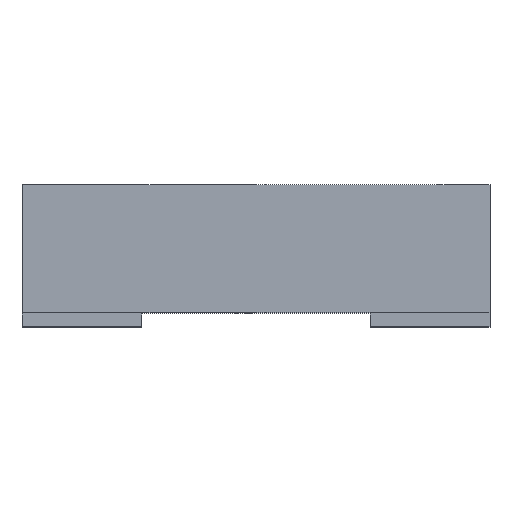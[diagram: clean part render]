
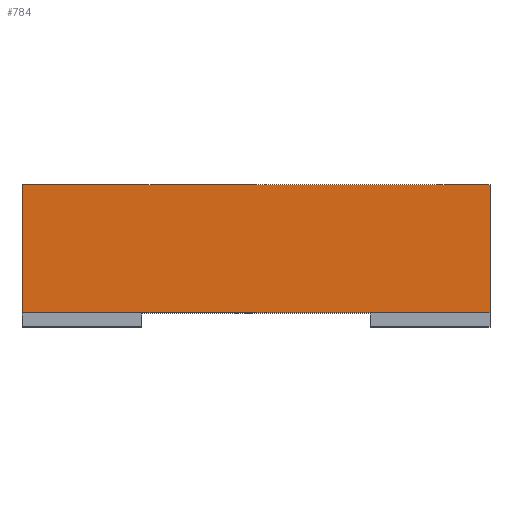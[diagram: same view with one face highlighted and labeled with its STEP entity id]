
A CAD part, top view. The second image highlights one B-rep face of the part: STEP entity #784.
In plain terms, the highlighted planar face has unit normal (0, 0, 1).
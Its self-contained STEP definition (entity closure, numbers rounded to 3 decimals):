
#31 = EDGE_CURVE ( 'NONE', #83, #250, #644, .T. ) ;
#33 = EDGE_CURVE ( 'NONE', #671, #351, #772, .T. ) ;
#42 = DIRECTION ( 'NONE',  ( 1., 0., 0. ) ) ;
#53 = ORIENTED_EDGE ( 'NONE', *, *, #705, .T. ) ;
#59 = DIRECTION ( 'NONE',  ( -1., 0., 0. ) ) ;
#83 = VERTEX_POINT ( 'NONE', #623 ) ;
#101 = LINE ( 'NONE', #236, #718 ) ;
#195 = CARTESIAN_POINT ( 'NONE',  ( 0.84, 2.898, 0.42 ) ) ;
#202 = DIRECTION ( 'NONE',  ( 0., -1., 0. ) ) ;
#236 = CARTESIAN_POINT ( 'NONE',  ( -0.84, 0.51, 0.42 ) ) ;
#241 = VECTOR ( 'NONE', #706, 1000. ) ;
#250 = VERTEX_POINT ( 'NONE', #711 ) ;
#255 = VECTOR ( 'NONE', #382, 1000. ) ;
#262 = CARTESIAN_POINT ( 'NONE',  ( -0.84, 2.898, 0.42 ) ) ;
#278 = VECTOR ( 'NONE', #202, 1000. ) ;
#309 = PLANE ( 'NONE',  #560 ) ;
#326 = ORIENTED_EDGE ( 'NONE', *, *, #371, .F. ) ;
#351 = VERTEX_POINT ( 'NONE', #730 ) ;
#371 = EDGE_CURVE ( 'NONE', #83, #671, #101, .T. ) ;
#382 = DIRECTION ( 'NONE',  ( 0., -1., 0. ) ) ;
#405 = ORIENTED_EDGE ( 'NONE', *, *, #33, .F. ) ;
#448 = EDGE_LOOP ( 'NONE', ( #326, #645, #53, #405 ) ) ;
#560 = AXIS2_PLACEMENT_3D ( 'NONE', #729, #666, #59 ) ;
#623 = CARTESIAN_POINT ( 'NONE',  ( -0.84, 0.51, 0.42 ) ) ;
#644 = LINE ( 'NONE', #262, #255 ) ;
#645 = ORIENTED_EDGE ( 'NONE', *, *, #31, .T. ) ;
#666 = DIRECTION ( 'NONE',  ( 0., 0., -1. ) ) ;
#671 = VERTEX_POINT ( 'NONE', #713 ) ;
#675 = FACE_OUTER_BOUND ( 'NONE', #448, .T. ) ;
#705 = EDGE_CURVE ( 'NONE', #250, #351, #715, .T. ) ;
#706 = DIRECTION ( 'NONE',  ( 1., 0., 0. ) ) ;
#711 = CARTESIAN_POINT ( 'NONE',  ( -0.84, 0.05, 0.42 ) ) ;
#713 = CARTESIAN_POINT ( 'NONE',  ( 0.84, 0.51, 0.42 ) ) ;
#715 = LINE ( 'NONE', #770, #241 ) ;
#718 = VECTOR ( 'NONE', #42, 1000. ) ;
#729 = CARTESIAN_POINT ( 'NONE',  ( -0.84, 2.898, 0.42 ) ) ;
#730 = CARTESIAN_POINT ( 'NONE',  ( 0.84, 0.05, 0.42 ) ) ;
#770 = CARTESIAN_POINT ( 'NONE',  ( -0.84, 0.05, 0.42 ) ) ;
#772 = LINE ( 'NONE', #195, #278 ) ;
#784 = ADVANCED_FACE ( 'NONE', ( #675 ), #309, .F. ) ;
